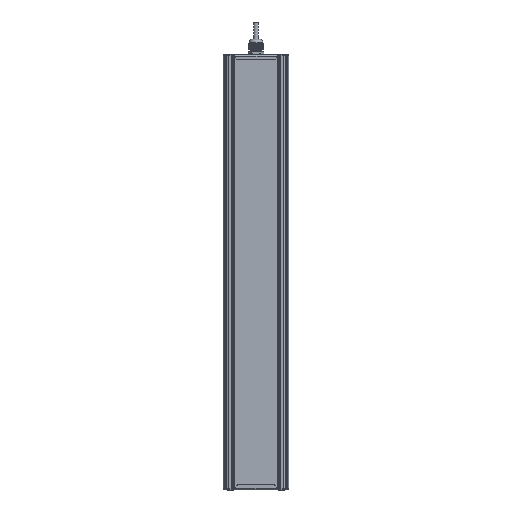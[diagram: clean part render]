
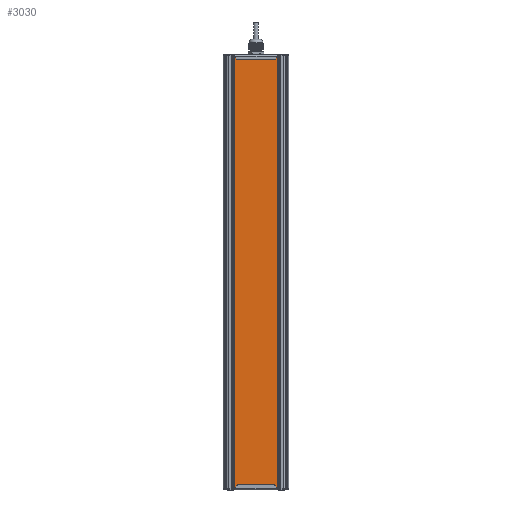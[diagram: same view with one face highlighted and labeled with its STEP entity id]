
A CAD part, front view. The second image highlights one B-rep face of the part: STEP entity #3030.
In plain terms, the highlighted face is planar.
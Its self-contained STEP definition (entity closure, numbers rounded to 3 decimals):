
#3030=ADVANCED_FACE('',(#12026),#12028,.T.);
#12026=FACE_BOUND('',#12027,.T.);
#12027=EDGE_LOOP('',(#37794,#37795,#37796,#37797));
#12028=PLANE('',#12029);
#12029=AXIS2_PLACEMENT_3D('',#12030,#12031,#12032);
#12030=CARTESIAN_POINT('',(120.465,593.492,117.308));
#12031=DIRECTION('',(0.,0.,-1.));
#12032=DIRECTION('',(0.,1.,0.));
#37794=ORIENTED_EDGE('',*,*,#43690,.T.);
#37795=ORIENTED_EDGE('',*,*,#43692,.F.);
#37796=ORIENTED_EDGE('',*,*,#43693,.F.);
#37797=ORIENTED_EDGE('',*,*,#43694,.T.);
#43690=EDGE_CURVE('',#48973,#48971,#48974,.T.);
#43692=EDGE_CURVE('',#48976,#48971,#48977,.T.);
#43693=EDGE_CURVE('',#48978,#48976,#48979,.T.);
#43694=EDGE_CURVE('',#48978,#48973,#48980,.T.);
#48971=VERTEX_POINT('',#67209);
#48973=VERTEX_POINT('',#67213);
#48974=LINE('',#67214,#67215);
#48976=VERTEX_POINT('',#67220);
#48977=LINE('',#67221,#67222);
#48978=VERTEX_POINT('',#67224);
#48979=LINE('',#67225,#67226);
#48980=LINE('',#67228,#67229);
#67209=CARTESIAN_POINT('',(641.465,679.838,117.308));
#67213=CARTESIAN_POINT('',(-104.535,679.838,117.308));
#67214=CARTESIAN_POINT('',(-104.535,679.838,117.308));
#67215=VECTOR('',#67216,1.);
#67216=DIRECTION('',(1.,0.,0.));
#67220=CARTESIAN_POINT('',(641.465,593.492,117.308));
#67221=CARTESIAN_POINT('',(641.465,593.492,117.308));
#67222=VECTOR('',#67223,1.);
#67223=DIRECTION('',(0.,1.,0.));
#67224=CARTESIAN_POINT('',(-104.535,593.492,117.308));
#67225=CARTESIAN_POINT('',(-104.535,593.492,117.308));
#67226=VECTOR('',#67227,1.);
#67227=DIRECTION('',(1.,0.,0.));
#67228=CARTESIAN_POINT('',(-104.535,593.492,117.308));
#67229=VECTOR('',#67230,1.);
#67230=DIRECTION('',(0.,1.,0.));
